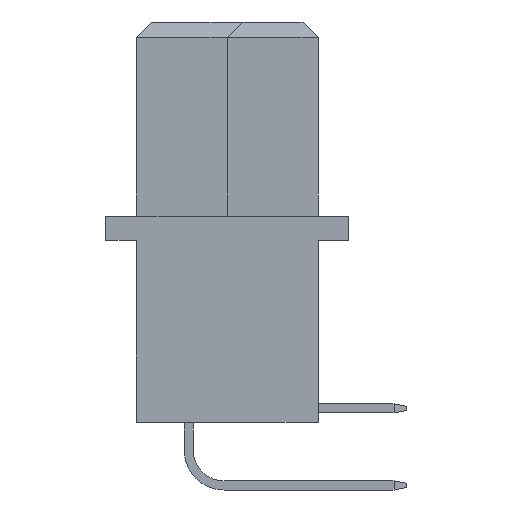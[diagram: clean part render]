
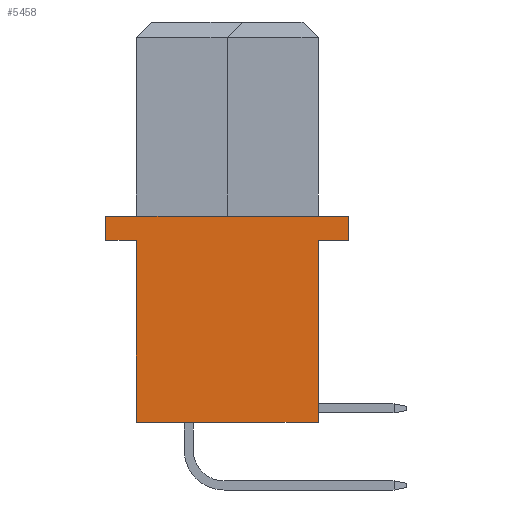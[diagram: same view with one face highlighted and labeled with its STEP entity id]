
A CAD part, left-side view. The second image highlights one B-rep face of the part: STEP entity #5458.
In plain terms, the highlighted planar face has unit normal (-1, 0, 0).
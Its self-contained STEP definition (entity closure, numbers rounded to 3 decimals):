
#359 = VECTOR ( 'NONE', #1973, 1000. ) ;
#505 = EDGE_CURVE ( 'NONE', #11177, #6237, #6258, .T. ) ;
#683 = AXIS2_PLACEMENT_3D ( 'NONE', #10473, #14018, #3728 ) ;
#722 = LINE ( 'NONE', #8441, #10280 ) ;
#870 = CARTESIAN_POINT ( 'NONE',  ( -27., 4., -7.2 ) ) ;
#1056 = ORIENTED_EDGE ( 'NONE', *, *, #10955, .F. ) ;
#1436 = FACE_OUTER_BOUND ( 'NONE', #5620, .T. ) ;
#1608 = LINE ( 'NONE', #7239, #7191 ) ;
#1742 = CARTESIAN_POINT ( 'NONE',  ( -27., 4., -7.2 ) ) ;
#1894 = VERTEX_POINT ( 'NONE', #9041 ) ;
#1906 = ORIENTED_EDGE ( 'NONE', *, *, #13614, .T. ) ;
#1944 = CARTESIAN_POINT ( 'NONE',  ( -27., 3., -7.2 ) ) ;
#1973 = DIRECTION ( 'NONE',  ( 0., 0., 1. ) ) ;
#2088 = VECTOR ( 'NONE', #3070, 1000. ) ;
#2435 = ORIENTED_EDGE ( 'NONE', *, *, #7727, .F. ) ;
#2808 = ORIENTED_EDGE ( 'NONE', *, *, #13511, .T. ) ;
#2972 = ORIENTED_EDGE ( 'NONE', *, *, #6446, .F. ) ;
#3070 = DIRECTION ( 'NONE',  ( 0., 0., -1. ) ) ;
#3081 = CARTESIAN_POINT ( 'NONE',  ( -27., -4., -13.2 ) ) ;
#3154 = LINE ( 'NONE', #3081, #359 ) ;
#3191 = VECTOR ( 'NONE', #14482, 1000. ) ;
#3728 = DIRECTION ( 'NONE',  ( 0., 0., 1. ) ) ;
#4231 = VERTEX_POINT ( 'NONE', #1742 ) ;
#4343 = LINE ( 'NONE', #870, #3191 ) ;
#4814 = DIRECTION ( 'NONE',  ( 0., -1., 0. ) ) ;
#4847 = CARTESIAN_POINT ( 'NONE',  ( -27., -3., -13.2 ) ) ;
#5458 = ADVANCED_FACE ( 'NONE', ( #1436 ), #5950, .T. ) ;
#5540 = VERTEX_POINT ( 'NONE', #1944 ) ;
#5620 = EDGE_LOOP ( 'NONE', ( #2972, #12515, #10183, #1056, #2435, #14262, #2808, #1906 ) ) ;
#5950 = PLANE ( 'NONE',  #683 ) ;
#6237 = VERTEX_POINT ( 'NONE', #13988 ) ;
#6258 = LINE ( 'NONE', #12932, #10315 ) ;
#6446 = EDGE_CURVE ( 'NONE', #6237, #10126, #8705, .T. ) ;
#6969 = CARTESIAN_POINT ( 'NONE',  ( -27., -4., -13.2 ) ) ;
#7191 = VECTOR ( 'NONE', #10082, 1000. ) ;
#7239 = CARTESIAN_POINT ( 'NONE',  ( -27., 4., -6.4 ) ) ;
#7727 = EDGE_CURVE ( 'NONE', #4231, #9098, #722, .T. ) ;
#8441 = CARTESIAN_POINT ( 'NONE',  ( -27., 4., -13.2 ) ) ;
#8705 = LINE ( 'NONE', #13228, #2088 ) ;
#9041 = CARTESIAN_POINT ( 'NONE',  ( -27., -4., -6.4 ) ) ;
#9098 = VERTEX_POINT ( 'NONE', #9100 ) ;
#9100 = CARTESIAN_POINT ( 'NONE',  ( -27., 4., -6.4 ) ) ;
#9555 = VERTEX_POINT ( 'NONE', #10058 ) ;
#9813 = CARTESIAN_POINT ( 'NONE',  ( -27., 3., -7.2 ) ) ;
#10058 = CARTESIAN_POINT ( 'NONE',  ( -27., 3., -13.2 ) ) ;
#10082 = DIRECTION ( 'NONE',  ( 0., -1., 0. ) ) ;
#10126 = VERTEX_POINT ( 'NONE', #4847 ) ;
#10183 = ORIENTED_EDGE ( 'NONE', *, *, #14320, .T. ) ;
#10280 = VECTOR ( 'NONE', #13029, 1000. ) ;
#10315 = VECTOR ( 'NONE', #11748, 1000. ) ;
#10317 = VECTOR ( 'NONE', #12107, 1000. ) ;
#10473 = CARTESIAN_POINT ( 'NONE',  ( -27., -4., -13.2 ) ) ;
#10551 = VECTOR ( 'NONE', #4814, 1000. ) ;
#10955 = EDGE_CURVE ( 'NONE', #9098, #1894, #1608, .T. ) ;
#11007 = LINE ( 'NONE', #9813, #10317 ) ;
#11177 = VERTEX_POINT ( 'NONE', #14412 ) ;
#11748 = DIRECTION ( 'NONE',  ( 0., 1., 0. ) ) ;
#12107 = DIRECTION ( 'NONE',  ( 0., 0., -1. ) ) ;
#12515 = ORIENTED_EDGE ( 'NONE', *, *, #505, .F. ) ;
#12932 = CARTESIAN_POINT ( 'NONE',  ( -27., -3., -7.2 ) ) ;
#13029 = DIRECTION ( 'NONE',  ( 0., 0., 1. ) ) ;
#13228 = CARTESIAN_POINT ( 'NONE',  ( -27., -3., -7.2 ) ) ;
#13511 = EDGE_CURVE ( 'NONE', #5540, #9555, #11007, .T. ) ;
#13614 = EDGE_CURVE ( 'NONE', #9555, #10126, #13851, .T. ) ;
#13851 = LINE ( 'NONE', #6969, #10551 ) ;
#13988 = CARTESIAN_POINT ( 'NONE',  ( -27., -3., -7.2 ) ) ;
#14018 = DIRECTION ( 'NONE',  ( -1., 0., 0. ) ) ;
#14252 = EDGE_CURVE ( 'NONE', #5540, #4231, #4343, .T. ) ;
#14262 = ORIENTED_EDGE ( 'NONE', *, *, #14252, .F. ) ;
#14320 = EDGE_CURVE ( 'NONE', #11177, #1894, #3154, .T. ) ;
#14412 = CARTESIAN_POINT ( 'NONE',  ( -27., -4., -7.2 ) ) ;
#14482 = DIRECTION ( 'NONE',  ( 0., 1., 0. ) ) ;
